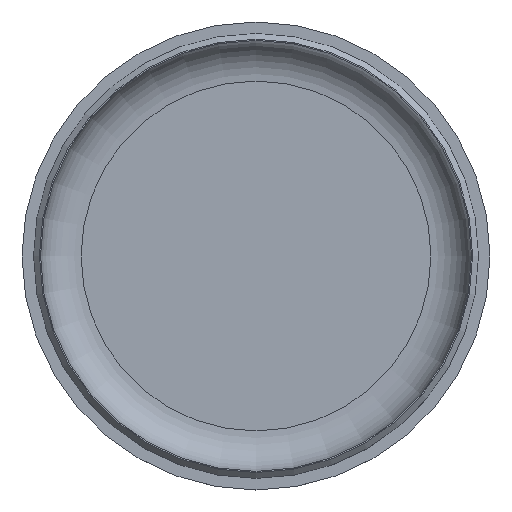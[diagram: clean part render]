
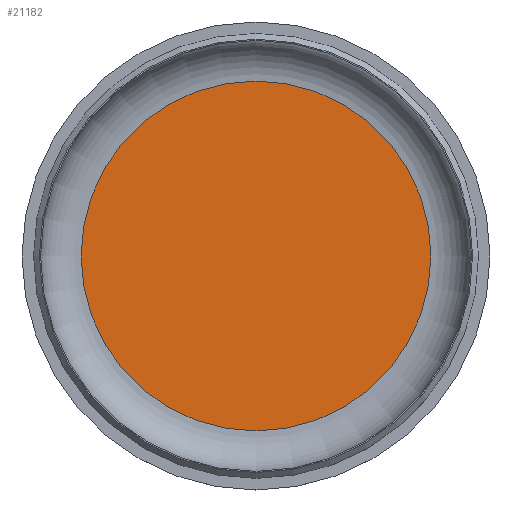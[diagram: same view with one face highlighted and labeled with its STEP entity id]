
A CAD part, top view. The second image highlights one B-rep face of the part: STEP entity #21182.
In plain terms, the highlighted planar face has unit normal (0, 0, 1).
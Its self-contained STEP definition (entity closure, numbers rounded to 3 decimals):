
#21058 = TOROIDAL_SURFACE('',#21059,30.2,7.);
#21059 = AXIS2_PLACEMENT_3D('',#21060,#21061,#21062);
#21060 = CARTESIAN_POINT('',(0.,0.,8.2));
#21061 = DIRECTION('',(0.,0.,-1.));
#21062 = DIRECTION('',(1.,0.,0.));
#21129 = VERTEX_POINT('',#21130);
#21130 = CARTESIAN_POINT('',(30.2,0.,1.2));
#21152 = EDGE_CURVE('',#21129,#21129,#21153,.T.);
#21153 = SURFACE_CURVE('',#21154,(#21159,#21166),.PCURVE_S1.);
#21154 = CIRCLE('',#21155,30.2);
#21155 = AXIS2_PLACEMENT_3D('',#21156,#21157,#21158);
#21156 = CARTESIAN_POINT('',(0.,0.,1.2));
#21157 = DIRECTION('',(0.,0.,1.));
#21158 = DIRECTION('',(1.,0.,0.));
#21159 = PCURVE('',#21058,#21160);
#21160 = DEFINITIONAL_REPRESENTATION('',(#21161),#21165);
#21161 = LINE('',#21162,#21163);
#21162 = CARTESIAN_POINT('',(-0.,1.571));
#21163 = VECTOR('',#21164,1.);
#21164 = DIRECTION('',(-1.,0.));
#21165 = ( GEOMETRIC_REPRESENTATION_CONTEXT(2) 
PARAMETRIC_REPRESENTATION_CONTEXT() REPRESENTATION_CONTEXT('2D SPACE',''
  ) );
#21166 = PCURVE('',#21167,#21172);
#21167 = PLANE('',#21168);
#21168 = AXIS2_PLACEMENT_3D('',#21169,#21170,#21171);
#21169 = CARTESIAN_POINT('',(37.2,0.,1.2));
#21170 = DIRECTION('',(0.,0.,-1.));
#21171 = DIRECTION('',(-1.,0.,0.));
#21172 = DEFINITIONAL_REPRESENTATION('',(#21173),#21181);
#21173 = ( BOUNDED_CURVE() B_SPLINE_CURVE(2,(#21174,#21175,#21176,#21177
    ,#21178,#21179,#21180),.UNSPECIFIED.,.F.,.F.) 
B_SPLINE_CURVE_WITH_KNOTS((1,2,2,2,2,1),(-2.094,0.,
    2.094,4.189,6.283,8.378),
.UNSPECIFIED.) CURVE() GEOMETRIC_REPRESENTATION_ITEM() 
RATIONAL_B_SPLINE_CURVE((1.,0.5,1.,0.5,1.,0.5,1.)) REPRESENTATION_ITEM(
  '') );
#21174 = CARTESIAN_POINT('',(7.,0.));
#21175 = CARTESIAN_POINT('',(7.,52.308));
#21176 = CARTESIAN_POINT('',(52.3,26.154));
#21177 = CARTESIAN_POINT('',(97.6,0.));
#21178 = CARTESIAN_POINT('',(52.3,-26.154));
#21179 = CARTESIAN_POINT('',(7.,-52.308));
#21180 = CARTESIAN_POINT('',(7.,0.));
#21181 = ( GEOMETRIC_REPRESENTATION_CONTEXT(2) 
PARAMETRIC_REPRESENTATION_CONTEXT() REPRESENTATION_CONTEXT('2D SPACE',''
  ) );
#21182 = ADVANCED_FACE('',(#21183),#21167,.F.);
#21183 = FACE_BOUND('',#21184,.F.);
#21184 = EDGE_LOOP('',(#21185));
#21185 = ORIENTED_EDGE('',*,*,#21152,.F.);
